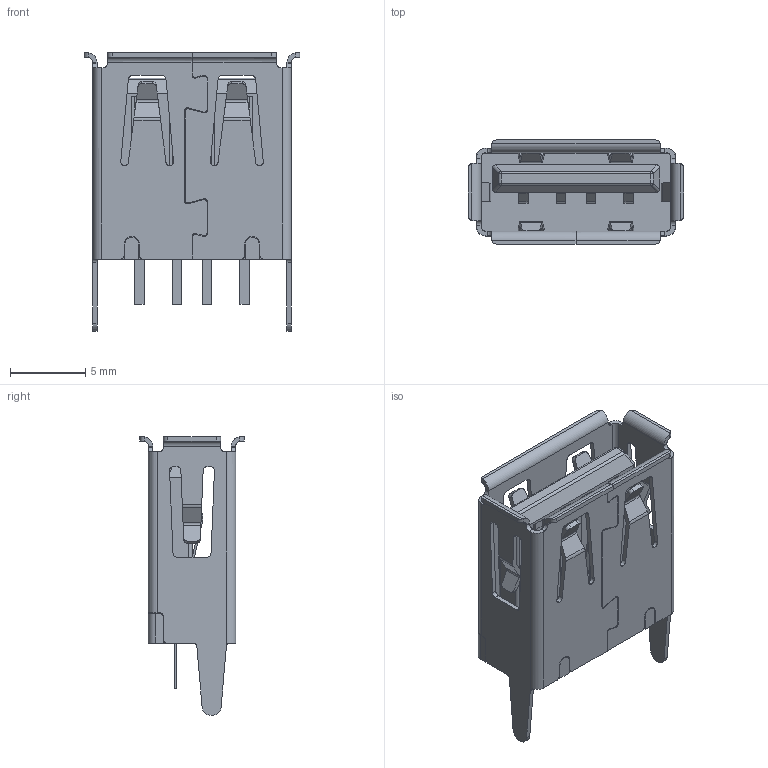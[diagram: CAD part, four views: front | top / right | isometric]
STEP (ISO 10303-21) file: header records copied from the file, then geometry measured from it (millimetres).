
FILE_DESCRIPTION (( 'STEP AP214' ), '1' );
FILE_NAME ('USB-A-TH_AF-ZJB13.7.step', '2023-10-16T07:41:05', ( '' ), ( '' ), 'SwSTEP 2.0', 'SolidWorks 2020', '' );
FILE_SCHEMA (( 'AUTOMOTIVE_DESIGN' ));
Length unit declared in the file: millimetre
Products named in the file (1): USB-A-TH_AF-ZJB13.7
Bounding box: 14.3 x 6.9 x 18.5 mm (x, y, z)
Volume: 440.6 mm3; surface area: 1562.4 mm2
Topology: 2 solids, 2 shells, 751 faces, 2045 edges, 1322 vertices
Faces by surface type: plane 441, cylinder 208, bspline 98, sphere 4
Entity records: 32347 total; most frequent: CARTESIAN_POINT 5745, ORIENTED_EDGE 4090, DIRECTION 3385, EDGE_CURVE 2045, VECTOR 1405, LINE 1405, VERTEX_POINT 1322, AXIS2_PLACEMENT_3D 990
